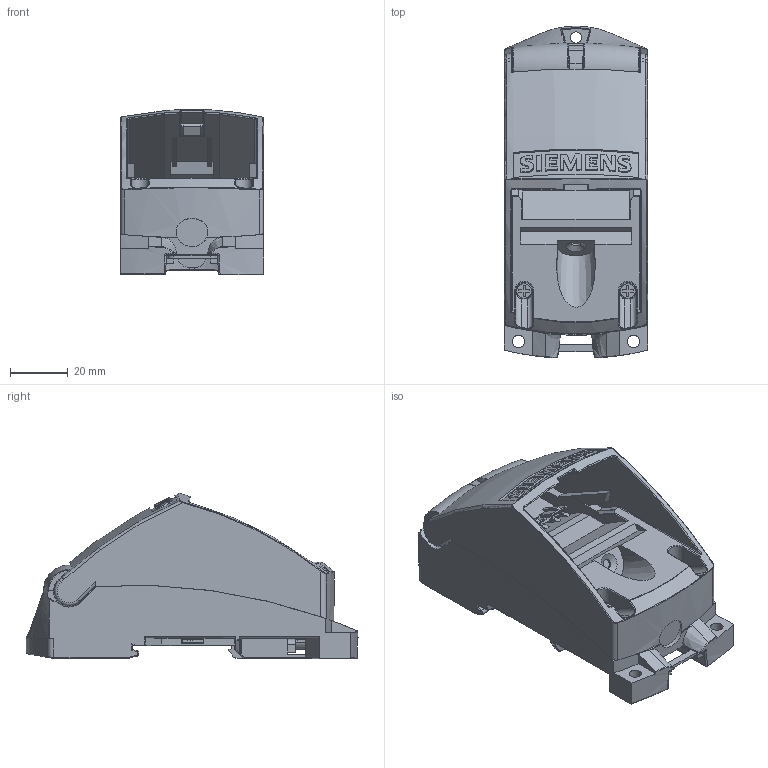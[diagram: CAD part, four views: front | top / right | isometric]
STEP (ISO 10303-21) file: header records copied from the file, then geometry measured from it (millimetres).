
FILE_DESCRIPTION (( 'STEP AP214' ), '1' );
FILE_NAME ('6GK19011BE000AA0_001_STEP.STEP', '2016-09-13T17:50:06', ( '' ), ( '' ), 'SwSTEP 2.0', 'SolidWorks 2014', '' );
FILE_SCHEMA (( 'AUTOMOTIVE_DESIGN' ));
Length unit declared in the file: millimetre
Products named in the file (3): Adapter; Body; 6GK19011BE000AA0_001_STEP
Assembly tree (2 placements, depth 2):
  6GK19011BE000AA0_001_STEP
    Body
    Adapter
Bounding box: 50 x 115.28 x 57.38 mm (x, y, z)
Volume: 130200.6 mm3; surface area: 37098.1 mm2
Topology: 2 solids, 2 shells, 1050 faces, 2849 edges, 1812 vertices
Faces by surface type: plane 481, cylinder 327, bspline 145, torus 54, sphere 29, cone 14
Full cylindrical faces by diameter (mm): 3.26 x1, 4.3 x2
Entity records: 65134 total; most frequent: CARTESIAN_POINT 29864, ORIENTED_EDGE 5640, DIRECTION 4608, EDGE_CURVE 2820, VERTEX_POINT 1804, VECTOR 1610, LINE 1610, AXIS2_PLACEMENT_3D 1499
